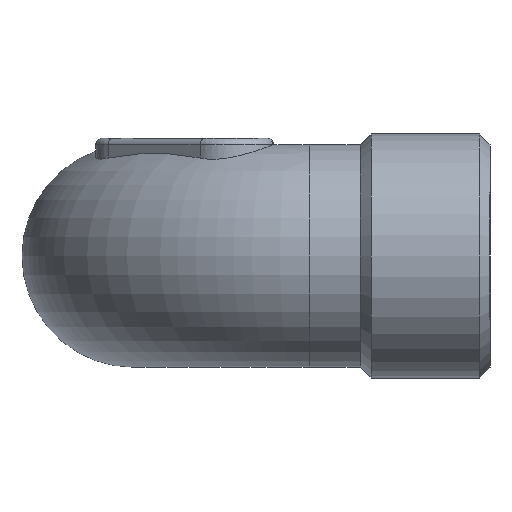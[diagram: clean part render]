
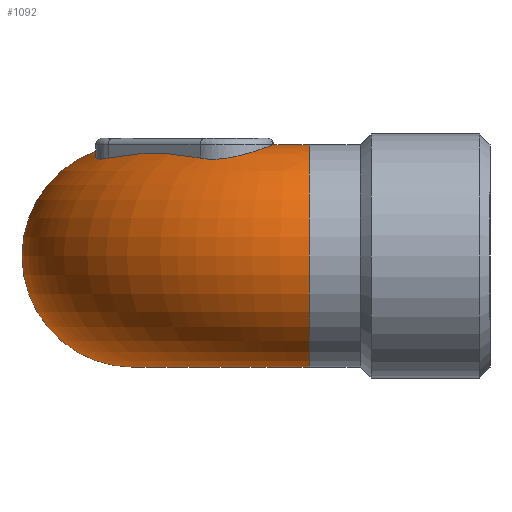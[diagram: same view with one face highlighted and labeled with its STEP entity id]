
A CAD part, left-side view. The second image highlights one B-rep face of the part: STEP entity #1092.
In plain terms, the highlighted toroidal (fillet/blend) face has major radius 8.143 mm and minor radius 5.144 mm.
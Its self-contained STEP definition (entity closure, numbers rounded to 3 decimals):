
#49=CIRCLE('',#1146,5.144);
#52=CIRCLE('',#1150,5.144);
#62=TOROIDAL_SURFACE('',#1168,8.144,5.144);
#507=ORIENTED_EDGE('',*,*,#658,.F.);
#508=ORIENTED_EDGE('',*,*,#655,.T.);
#509=ORIENTED_EDGE('',*,*,#646,.T.);
#510=ORIENTED_EDGE('',*,*,#651,.T.);
#511=ORIENTED_EDGE('',*,*,#643,.T.);
#512=ORIENTED_EDGE('',*,*,#642,.T.);
#513=ORIENTED_EDGE('',*,*,#653,.T.);
#514=ORIENTED_EDGE('',*,*,#666,.T.);
#515=ORIENTED_EDGE('',*,*,#665,.T.);
#642=EDGE_CURVE('',#751,#752,#827,.T.);
#643=EDGE_CURVE('',#742,#751,#828,.T.);
#646=EDGE_CURVE('',#753,#754,#829,.T.);
#651=EDGE_CURVE('',#754,#742,#830,.T.);
#653=EDGE_CURVE('',#752,#759,#831,.T.);
#655=EDGE_CURVE('',#760,#760,#49,.T.);
#658=EDGE_CURVE('',#763,#763,#52,.T.);
#665=EDGE_CURVE('',#770,#753,#832,.T.);
#666=EDGE_CURVE('',#759,#770,#833,.T.);
#742=VERTEX_POINT('',#2151);
#751=VERTEX_POINT('',#2174);
#752=VERTEX_POINT('',#2176);
#753=VERTEX_POINT('',#2192);
#754=VERTEX_POINT('',#2194);
#759=VERTEX_POINT('',#2217);
#760=VERTEX_POINT('',#2229);
#763=VERTEX_POINT('',#2236);
#770=VERTEX_POINT('',#2262);
#827=B_SPLINE_CURVE_WITH_KNOTS('',3,(#2177,#2178,#2179,#2180,#2181),
 .UNSPECIFIED.,.F.,.F.,(4,1,4),(0.,0.003,0.006),
 .UNSPECIFIED.);
#828=B_SPLINE_CURVE_WITH_KNOTS('',3,(#2183,#2184,#2185,#2186,#2187,#2188,
#2189),.UNSPECIFIED.,.F.,.F.,(4,1,1,1,4),(0.,0.001,
0.002,0.003,0.005),
 .UNSPECIFIED.);
#829=B_SPLINE_CURVE_WITH_KNOTS('',3,(#2195,#2196,#2197,#2198,#2199),
 .UNSPECIFIED.,.F.,.F.,(4,1,4),(0.,0.003,
0.006),.UNSPECIFIED.);
#830=B_SPLINE_CURVE_WITH_KNOTS('',3,(#2211,#2212,#2213,#2214),
 .UNSPECIFIED.,.F.,.F.,(4,4),(0.,0.002),
 .UNSPECIFIED.);
#831=B_SPLINE_CURVE_WITH_KNOTS('',3,(#2218,#2219,#2220,#2221,#2222,#2223,
#2224),.UNSPECIFIED.,.F.,.F.,(4,1,1,1,4),(0.,0.001,
0.002,0.004,0.005),
 .UNSPECIFIED.);
#832=B_SPLINE_CURVE_WITH_KNOTS('',3,(#2258,#2259,#2260,#2261),
 .UNSPECIFIED.,.F.,.F.,(4,4),(0.,0.002),
 .UNSPECIFIED.);
#833=B_SPLINE_CURVE_WITH_KNOTS('',3,(#2263,#2264,#2265,#2266),
 .UNSPECIFIED.,.F.,.F.,(4,4),(0.005,0.005),
 .UNSPECIFIED.);
#916=EDGE_LOOP('',(#507));
#917=EDGE_LOOP('',(#508));
#918=EDGE_LOOP('',(#509,#510,#511,#512,#513,#514,#515));
#1003=FACE_BOUND('',#916,.T.);
#1004=FACE_BOUND('',#917,.T.);
#1005=FACE_BOUND('',#918,.T.);
#1092=ADVANCED_FACE('',(#1003,#1004,#1005),#62,.T.);
#1146=AXIS2_PLACEMENT_3D('',#2228,#1313,#1314);
#1150=AXIS2_PLACEMENT_3D('',#2235,#1321,#1322);
#1168=AXIS2_PLACEMENT_3D('',#2269,#1357,#1358);
#1313=DIRECTION('',(0.,1.,0.));
#1314=DIRECTION('',(0.,0.,1.));
#1321=DIRECTION('',(1.,0.,0.));
#1322=DIRECTION('',(0.,0.,1.));
#1357=DIRECTION('',(0.,0.,-1.));
#1358=DIRECTION('',(-1.,0.,0.));
#2151=CARTESIAN_POINT('',(0.167,9.996,5.144));
#2174=CARTESIAN_POINT('',(-1.15,13.408,4.531));
#2176=CARTESIAN_POINT('',(3.092,17.65,4.531));
#2177=CARTESIAN_POINT('',(-1.15,13.408,4.531));
#2178=CARTESIAN_POINT('',(-0.443,14.115,4.683));
#2179=CARTESIAN_POINT('',(0.971,15.529,4.794));
#2180=CARTESIAN_POINT('',(2.385,16.943,4.683));
#2181=CARTESIAN_POINT('',(3.092,17.65,4.531));
#2183=CARTESIAN_POINT('',(0.167,9.996,5.144));
#2184=CARTESIAN_POINT('',(-0.227,10.015,5.144));
#2185=CARTESIAN_POINT('',(-0.985,10.291,5.047));
#2186=CARTESIAN_POINT('',(-1.7,11.223,4.719));
#2187=CARTESIAN_POINT('',(-1.81,12.413,4.449));
#2188=CARTESIAN_POINT('',(-1.426,13.132,4.472));
#2189=CARTESIAN_POINT('',(-1.15,13.408,4.531));
#2192=CARTESIAN_POINT('',(5.921,14.822,4.975));
#2194=CARTESIAN_POINT('',(1.678,10.579,4.975));
#2195=CARTESIAN_POINT('',(5.921,14.822,4.975));
#2196=CARTESIAN_POINT('',(5.214,14.115,4.86));
#2197=CARTESIAN_POINT('',(3.799,12.701,4.618));
#2198=CARTESIAN_POINT('',(2.385,11.286,4.86));
#2199=CARTESIAN_POINT('',(1.678,10.579,4.975));
#2211=CARTESIAN_POINT('',(1.678,10.579,4.975));
#2212=CARTESIAN_POINT('',(1.282,10.183,5.039));
#2213=CARTESIAN_POINT('',(0.73,9.968,5.144));
#2214=CARTESIAN_POINT('',(0.167,9.996,5.144));
#2217=CARTESIAN_POINT('',(6.504,16.333,5.144));
#2218=CARTESIAN_POINT('',(3.092,17.65,4.531));
#2219=CARTESIAN_POINT('',(3.368,17.926,4.472));
#2220=CARTESIAN_POINT('',(4.089,18.31,4.449));
#2221=CARTESIAN_POINT('',(5.28,18.199,4.72));
#2222=CARTESIAN_POINT('',(6.21,17.481,5.047));
#2223=CARTESIAN_POINT('',(6.485,16.728,5.144));
#2224=CARTESIAN_POINT('',(6.504,16.333,5.144));
#2228=CARTESIAN_POINT('',(0.,8.357,0.));
#2229=CARTESIAN_POINT('',(0.,8.357,5.144));
#2235=CARTESIAN_POINT('',(8.144,16.5,0.));
#2236=CARTESIAN_POINT('',(8.144,16.5,5.144));
#2258=CARTESIAN_POINT('',(6.506,16.236,5.143));
#2259=CARTESIAN_POINT('',(6.506,15.705,5.133));
#2260=CARTESIAN_POINT('',(6.294,15.195,5.036));
#2261=CARTESIAN_POINT('',(5.921,14.822,4.975));
#2262=CARTESIAN_POINT('',(6.506,16.236,5.143));
#2263=CARTESIAN_POINT('',(6.504,16.333,5.144));
#2264=CARTESIAN_POINT('',(6.506,16.301,5.144));
#2265=CARTESIAN_POINT('',(6.506,16.268,5.143));
#2266=CARTESIAN_POINT('',(6.506,16.236,5.143));
#2269=CARTESIAN_POINT('',(8.144,8.357,0.));
